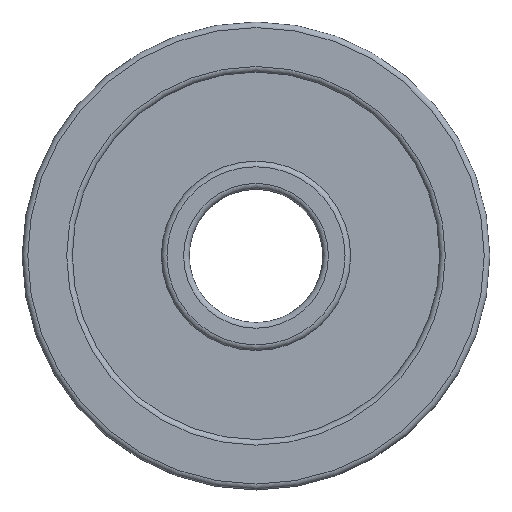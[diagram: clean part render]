
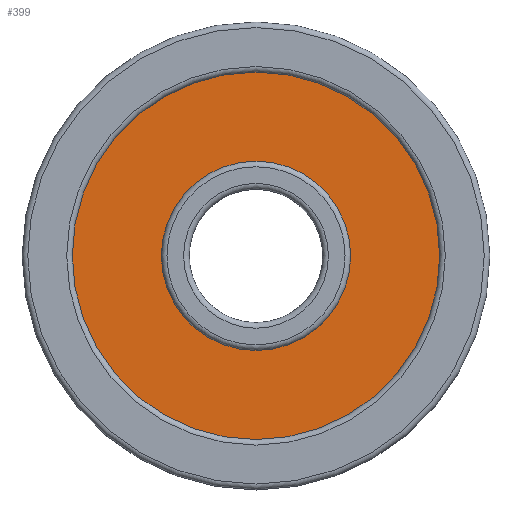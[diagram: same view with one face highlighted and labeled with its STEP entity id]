
A CAD part, top view. The second image highlights one B-rep face of the part: STEP entity #399.
In plain terms, the highlighted planar face has unit normal (0, 0, 1).
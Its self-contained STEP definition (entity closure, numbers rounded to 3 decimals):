
#33=FACE_BOUND('',#91,.T.);
#43=PLANE('',#462);
#57=FACE_OUTER_BOUND('',#90,.T.);
#90=EDGE_LOOP('',(#295));
#91=EDGE_LOOP('',(#296));
#146=CIRCLE('',#456,16.5);
#148=CIRCLE('',#459,8.5);
#189=VERTEX_POINT('',#695);
#191=VERTEX_POINT('',#701);
#225=EDGE_CURVE('',#189,#189,#146,.T.);
#228=EDGE_CURVE('',#191,#191,#148,.T.);
#295=ORIENTED_EDGE('',*,*,#225,.T.);
#296=ORIENTED_EDGE('',*,*,#228,.T.);
#399=ADVANCED_FACE('',(#57,#33),#43,.T.);
#456=AXIS2_PLACEMENT_3D('',#696,#542,#543);
#459=AXIS2_PLACEMENT_3D('',#702,#549,#550);
#462=AXIS2_PLACEMENT_3D('',#707,#556,#557);
#542=DIRECTION('center_axis',(0.,0.,1.));
#543=DIRECTION('ref_axis',(1.,0.,0.));
#549=DIRECTION('center_axis',(0.,0.,-1.));
#550=DIRECTION('ref_axis',(1.,0.,0.));
#556=DIRECTION('center_axis',(0.,0.,1.));
#557=DIRECTION('ref_axis',(1.,0.,0.));
#695=CARTESIAN_POINT('',(-16.5,0.,18.8));
#696=CARTESIAN_POINT('Origin',(0.,0.,18.8));
#701=CARTESIAN_POINT('',(-8.5,0.,18.8));
#702=CARTESIAN_POINT('Origin',(0.,0.,18.8));
#707=CARTESIAN_POINT('Origin',(-19.8,-19.8,18.8));
